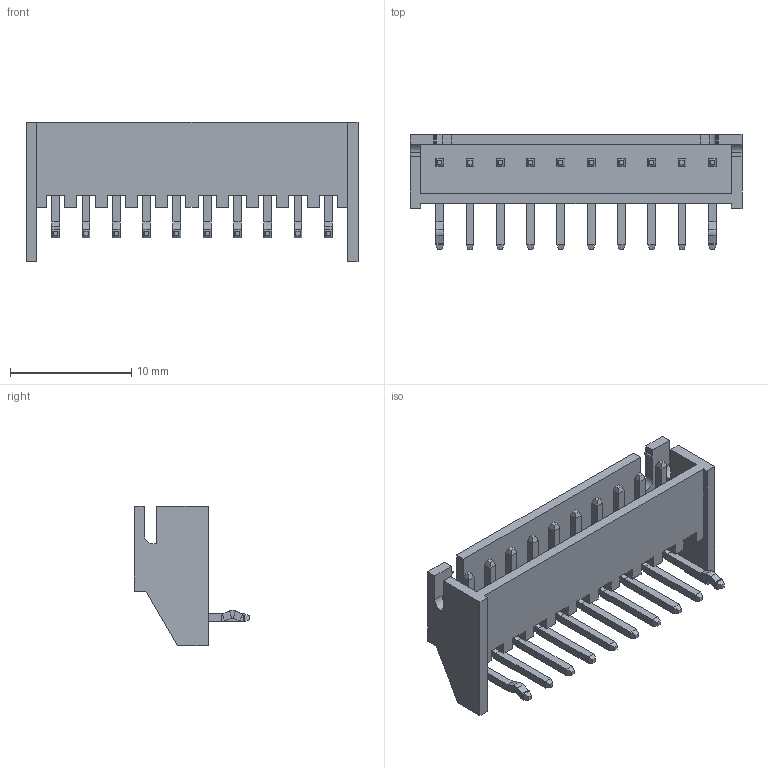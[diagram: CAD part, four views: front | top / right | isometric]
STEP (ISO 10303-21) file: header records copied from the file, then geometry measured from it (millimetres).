
FILE_DESCRIPTION (( 'STEP AP214' ), '1' );
FILE_NAME ('S10B-XH-A auto.STEP', '2024-01-04T08:05:17', ( '' ), ( '' ), 'SwSTEP 2.0', 'SolidWorks 2021', '' );
FILE_SCHEMA (( 'AUTOMOTIVE_DESIGN' ));
Length unit declared in the file: millimetre
Products named in the file (4): pin^SxB-XH-A ass; SxB-XH-A_10; pin^SxB-XH-A ass_bent; S10B-XH-A auto
Assembly tree (11 placements, depth 2):
  S10B-XH-A auto
    SxB-XH-A_10
    pin^SxB-XH-A ass_bent  x2
    pin^SxB-XH-A ass  x8
Bounding box: 27.4 x 9.5 x 11.5 mm (x, y, z)
Volume: 599 mm3; surface area: 1650.5 mm2
Topology: 11 solids, 11 shells, 392 faces, 910 edges, 540 vertices
Faces by surface type: plane 350, cylinder 42
Entity records: 6098 total; most frequent: CARTESIAN_POINT 1044, ORIENTED_EDGE 1024, DIRECTION 968, EDGE_CURVE 512, LINE 472, VECTOR 472, VERTEX_POINT 324, AXIS2_PLACEMENT_3D 248
